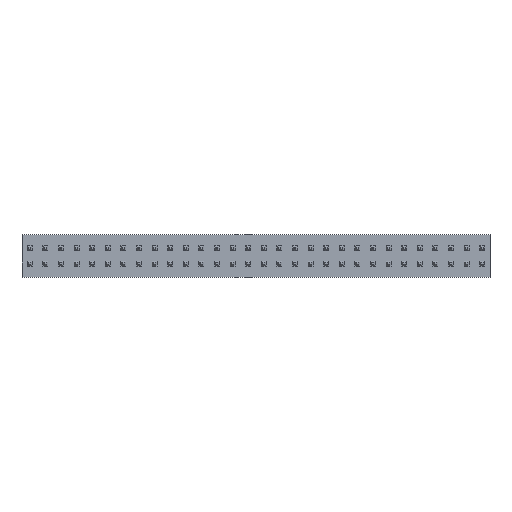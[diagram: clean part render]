
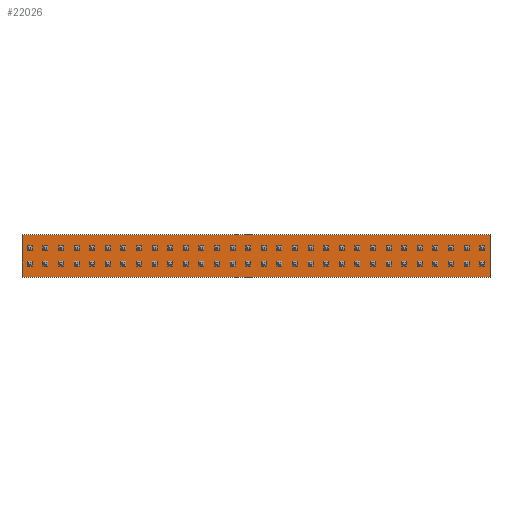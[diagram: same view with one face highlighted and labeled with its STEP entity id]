
A CAD part, top view. The second image highlights one B-rep face of the part: STEP entity #22026.
In plain terms, the highlighted face is planar.
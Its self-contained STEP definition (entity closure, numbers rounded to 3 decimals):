
#21894 = EDGE_CURVE('',#21895,#21897,#21899,.T.);
#21895 = VERTEX_POINT('',#21896);
#21896 = CARTESIAN_POINT('',(-19.05,1.778,-1.715));
#21897 = VERTEX_POINT('',#21898);
#21898 = CARTESIAN_POINT('',(-19.05,1.778,1.715));
#21899 = LINE('',#21900,#21901);
#21900 = CARTESIAN_POINT('',(-19.05,1.778,-1.715));
#21901 = VECTOR('',#21902,1.);
#21902 = DIRECTION('',(0.,0.,1.));
#21934 = EDGE_CURVE('',#21897,#21935,#21937,.T.);
#21935 = VERTEX_POINT('',#21936);
#21936 = CARTESIAN_POINT('',(19.05,1.778,1.715));
#21937 = LINE('',#21938,#21939);
#21938 = CARTESIAN_POINT('',(-19.05,1.778,1.715));
#21939 = VECTOR('',#21940,1.);
#21940 = DIRECTION('',(1.,0.,0.));
#21965 = EDGE_CURVE('',#21935,#21966,#21968,.T.);
#21966 = VERTEX_POINT('',#21967);
#21967 = CARTESIAN_POINT('',(19.05,1.778,-1.715));
#21968 = LINE('',#21969,#21970);
#21969 = CARTESIAN_POINT('',(19.05,1.778,1.715));
#21970 = VECTOR('',#21971,1.);
#21971 = DIRECTION('',(0.,0.,-1.));
#21996 = EDGE_CURVE('',#21966,#21895,#21997,.T.);
#21997 = LINE('',#21998,#21999);
#21998 = CARTESIAN_POINT('',(19.05,1.778,-1.715));
#21999 = VECTOR('',#22000,1.);
#22000 = DIRECTION('',(-1.,0.,0.));
#22026 = ADVANCED_FACE('',(#22027),#22033,.T.);
#22027 = FACE_BOUND('',#22028,.T.);
#22028 = EDGE_LOOP('',(#22029,#22030,#22031,#22032));
#22029 = ORIENTED_EDGE('',*,*,#21894,.T.);
#22030 = ORIENTED_EDGE('',*,*,#21934,.T.);
#22031 = ORIENTED_EDGE('',*,*,#21965,.T.);
#22032 = ORIENTED_EDGE('',*,*,#21996,.T.);
#22033 = PLANE('',#22034);
#22034 = AXIS2_PLACEMENT_3D('',#22035,#22036,#22037);
#22035 = CARTESIAN_POINT('',(0.,1.778,0.));
#22036 = DIRECTION('',(0.,1.,0.));
#22037 = DIRECTION('',(0.,-0.,1.));
